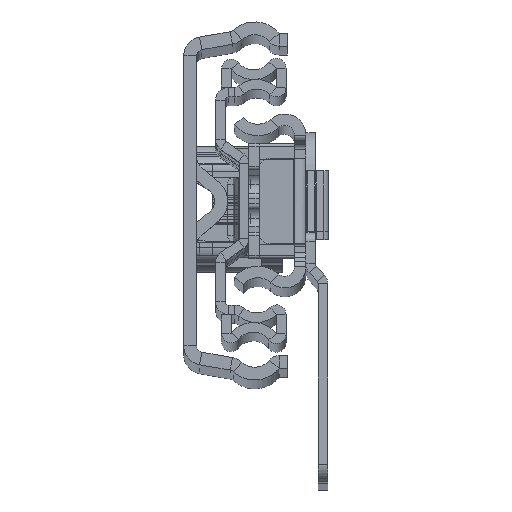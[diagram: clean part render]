
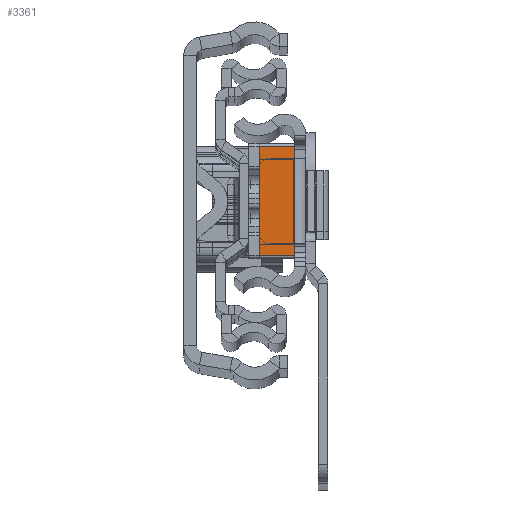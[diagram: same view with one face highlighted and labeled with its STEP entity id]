
A CAD part, top view. The second image highlights one B-rep face of the part: STEP entity #3361.
In plain terms, the highlighted planar face has unit normal (0, 0, 1).
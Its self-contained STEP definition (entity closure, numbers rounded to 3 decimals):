
#1268 = EDGE_CURVE ( 'NONE', #15879, #20670, #23992, .T. ) ;
#1334 = AXIS2_PLACEMENT_3D ( 'NONE', #25867, #13539, #25335 ) ;
#2523 = EDGE_CURVE ( 'NONE', #20670, #15209, #28638, .T. ) ;
#2527 = CARTESIAN_POINT ( 'NONE',  ( 0., 8.5, 0. ) ) ;
#2879 = CARTESIAN_POINT ( 'NONE',  ( 0., 8.5, 0. ) ) ;
#3361 = ADVANCED_FACE ( 'NONE', ( #8156 ), #30774, .T. ) ;
#4778 = ORIENTED_EDGE ( 'NONE', *, *, #15203, .T. ) ;
#5187 = LINE ( 'NONE', #2879, #13669 ) ;
#5846 = DIRECTION ( 'NONE',  ( 1., 0., 0. ) ) ;
#6390 = CARTESIAN_POINT ( 'NONE',  ( 5.5, -8.5, 0. ) ) ;
#8156 = FACE_OUTER_BOUND ( 'NONE', #29582, .T. ) ;
#11513 = CARTESIAN_POINT ( 'NONE',  ( 0., 11114.482, 0. ) ) ;
#13539 = DIRECTION ( 'NONE',  ( 0., 0., 1. ) ) ;
#13669 = VECTOR ( 'NONE', #20434, 1000. ) ;
#13697 = CARTESIAN_POINT ( 'NONE',  ( 0., -8.5, 0. ) ) ;
#14448 = DIRECTION ( 'NONE',  ( 0., -1., 0. ) ) ;
#15203 = EDGE_CURVE ( 'NONE', #15209, #18268, #23619, .T. ) ;
#15209 = VERTEX_POINT ( 'NONE', #6390 ) ;
#15879 = VERTEX_POINT ( 'NONE', #2527 ) ;
#16155 = CARTESIAN_POINT ( 'NONE',  ( 0., -8.5, 0. ) ) ;
#16426 = ORIENTED_EDGE ( 'NONE', *, *, #22820, .T. ) ;
#17171 = CARTESIAN_POINT ( 'NONE',  ( 5.5, 8.5, 0. ) ) ;
#18268 = VERTEX_POINT ( 'NONE', #17171 ) ;
#19175 = DIRECTION ( 'NONE',  ( 0., 1., 0. ) ) ;
#20434 = DIRECTION ( 'NONE',  ( -1., 0., 0. ) ) ;
#20670 = VERTEX_POINT ( 'NONE', #16155 ) ;
#21488 = CARTESIAN_POINT ( 'NONE',  ( 5.5, 11114.482, 0. ) ) ;
#21688 = VECTOR ( 'NONE', #14448, 1000. ) ;
#22820 = EDGE_CURVE ( 'NONE', #18268, #15879, #5187, .T. ) ;
#23619 = LINE ( 'NONE', #21488, #29962 ) ;
#23733 = ORIENTED_EDGE ( 'NONE', *, *, #1268, .T. ) ;
#23826 = ORIENTED_EDGE ( 'NONE', *, *, #2523, .T. ) ;
#23992 = LINE ( 'NONE', #11513, #21688 ) ;
#25335 = DIRECTION ( 'NONE',  ( 1., 0., 0. ) ) ;
#25867 = CARTESIAN_POINT ( 'NONE',  ( 0., 11114.482, 0. ) ) ;
#26480 = VECTOR ( 'NONE', #5846, 1000. ) ;
#28638 = LINE ( 'NONE', #13697, #26480 ) ;
#29582 = EDGE_LOOP ( 'NONE', ( #23733, #23826, #4778, #16426 ) ) ;
#29962 = VECTOR ( 'NONE', #19175, 1000. ) ;
#30774 = PLANE ( 'NONE',  #1334 ) ;
